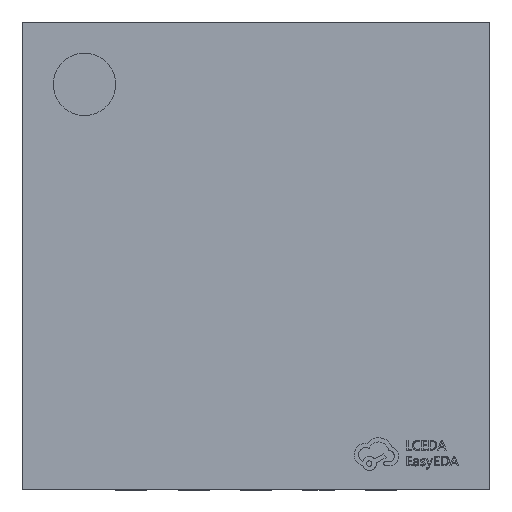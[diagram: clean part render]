
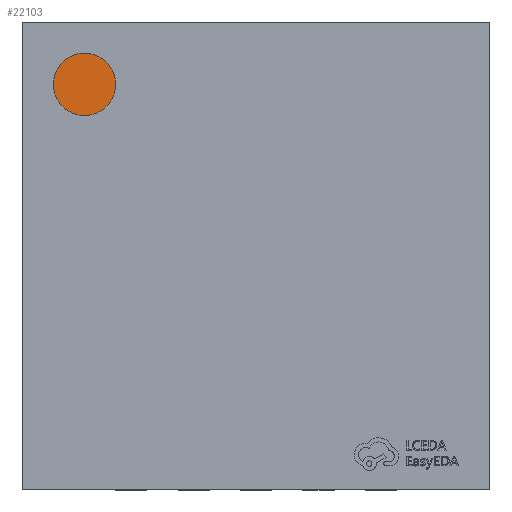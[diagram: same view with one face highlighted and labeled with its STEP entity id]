
A CAD part, top view. The second image highlights one B-rep face of the part: STEP entity #22103.
In plain terms, the highlighted planar face has unit normal (0, 0, 1).
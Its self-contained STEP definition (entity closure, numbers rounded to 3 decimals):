
#1468 = CIRCLE ( 'NONE', #29795, 0.2 ) ;
#2687 = DIRECTION ( 'NONE',  ( 1., 0., 0. ) ) ;
#4993 = VERTEX_POINT ( 'NONE', #8929 ) ;
#7004 = DIRECTION ( 'NONE',  ( 1., 0., 0. ) ) ;
#8929 = CARTESIAN_POINT ( 'NONE',  ( -0.9, 1.1, 0.535 ) ) ;
#9987 = DIRECTION ( 'NONE',  ( 0., 0., 1. ) ) ;
#10150 = DIRECTION ( 'NONE',  ( 0., 0., 1. ) ) ;
#11499 = CIRCLE ( 'NONE', #12024, 0.2 ) ;
#11901 = ORIENTED_EDGE ( 'NONE', *, *, #31472, .T. ) ;
#12024 = AXIS2_PLACEMENT_3D ( 'NONE', #22927, #9987, #2687 ) ;
#12195 = ORIENTED_EDGE ( 'NONE', *, *, #33005, .T. ) ;
#12640 = CARTESIAN_POINT ( 'NONE',  ( -1.1, 1.1, 0.535 ) ) ;
#14292 = CARTESIAN_POINT ( 'NONE',  ( -1.1, 1.1, 0.535 ) ) ;
#14384 = FACE_OUTER_BOUND ( 'NONE', #33563, .T. ) ;
#17142 = PLANE ( 'NONE',  #32110 ) ;
#22103 = ADVANCED_FACE ( 'NONE', ( #14384 ), #17142, .T. ) ;
#22927 = CARTESIAN_POINT ( 'NONE',  ( -1.1, 1.1, 0.535 ) ) ;
#24137 = CARTESIAN_POINT ( 'NONE',  ( -1.3, 1.1, 0.535 ) ) ;
#29795 = AXIS2_PLACEMENT_3D ( 'NONE', #14292, #30583, #7004 ) ;
#30583 = DIRECTION ( 'NONE',  ( 0., 0., 1. ) ) ;
#31163 = DIRECTION ( 'NONE',  ( 1., 0., 0. ) ) ;
#31472 = EDGE_CURVE ( 'NONE', #4993, #31830, #11499, .T. ) ;
#31830 = VERTEX_POINT ( 'NONE', #24137 ) ;
#32110 = AXIS2_PLACEMENT_3D ( 'NONE', #12640, #10150, #31163 ) ;
#33005 = EDGE_CURVE ( 'NONE', #31830, #4993, #1468, .T. ) ;
#33563 = EDGE_LOOP ( 'NONE', ( #11901, #12195 ) ) ;
